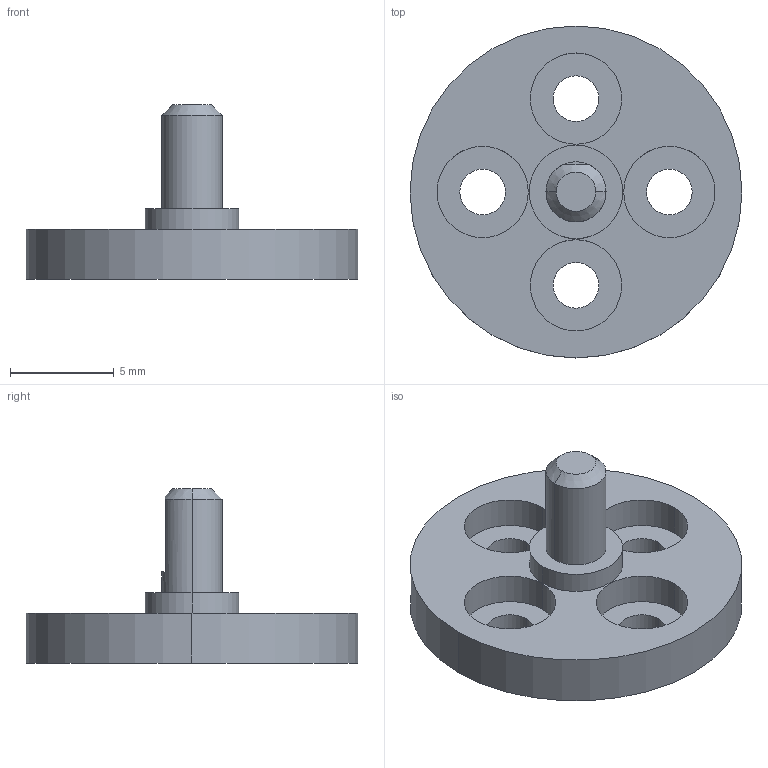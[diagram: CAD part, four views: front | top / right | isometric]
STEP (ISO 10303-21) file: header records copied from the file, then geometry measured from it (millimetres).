
FILE_DESCRIPTION (( 'STEP AP214' ), '1' );
FILE_NAME ('IQ2306 6mm adapter v2.STEP', '2023-11-10T09:42:08', ( '' ), ( '' ), 'SwSTEP 2.0', 'SolidWorks 2022', '' );
FILE_SCHEMA (( 'AUTOMOTIVE_DESIGN' ));
Length unit declared in the file: millimetre
Products named in the file (1): IQ2306 6mm adapter v2
Bounding box: 16 x 16 x 8.4 mm (x, y, z)
Volume: 413 mm3; surface area: 680.1 mm2
Topology: 1 solids, 1 shells, 38 faces, 86 edges, 55 vertices
Faces by surface type: cylinder 24, plane 10, cone 4
Entity records: 1133 total; most frequent: DIRECTION 213, CARTESIAN_POINT 187, ORIENTED_EDGE 168, AXIS2_PLACEMENT_3D 91, EDGE_CURVE 84, VERTEX_POINT 55, EDGE_LOOP 53, CIRCLE 52
